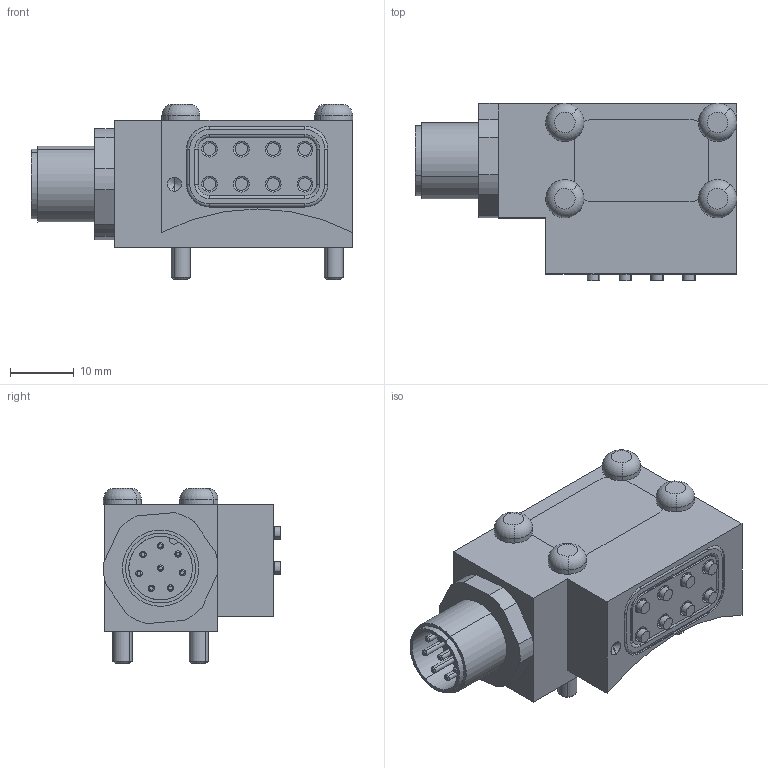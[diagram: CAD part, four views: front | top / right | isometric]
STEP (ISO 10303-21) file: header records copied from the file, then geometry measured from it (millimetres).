
FILE_DESCRIPTION (( 'STEP AP203' ), '1' );
FILE_NAME ('P1113.STEP', '2018-11-28T15:33:12', ( '' ), ( '' ), 'SwSTEP 2.0', 'SolidWorks 2017', '' );
FILE_SCHEMA (( 'CONFIG_CONTROL_DESIGN' ));
Length unit declared in the file: millimetre
Products named in the file (1): P1113
Bounding box: 50.5 x 27.85 x 27.52 mm (x, y, z)
Volume: 20963.3 mm3; surface area: 11194.2 mm2
Topology: 19 solids, 19 shells, 485 faces, 1062 edges, 613 vertices
Faces by surface type: cylinder 203, cone 104, plane 86, torus 76, sphere 16
Entity records: 12983 total; most frequent: DIRECTION 2592, CARTESIAN_POINT 2095, ORIENTED_EDGE 2024, AXIS2_PLACEMENT_3D 1094, EDGE_CURVE 1012, CIRCLE 608, VERTEX_POINT 597, EDGE_LOOP 533
